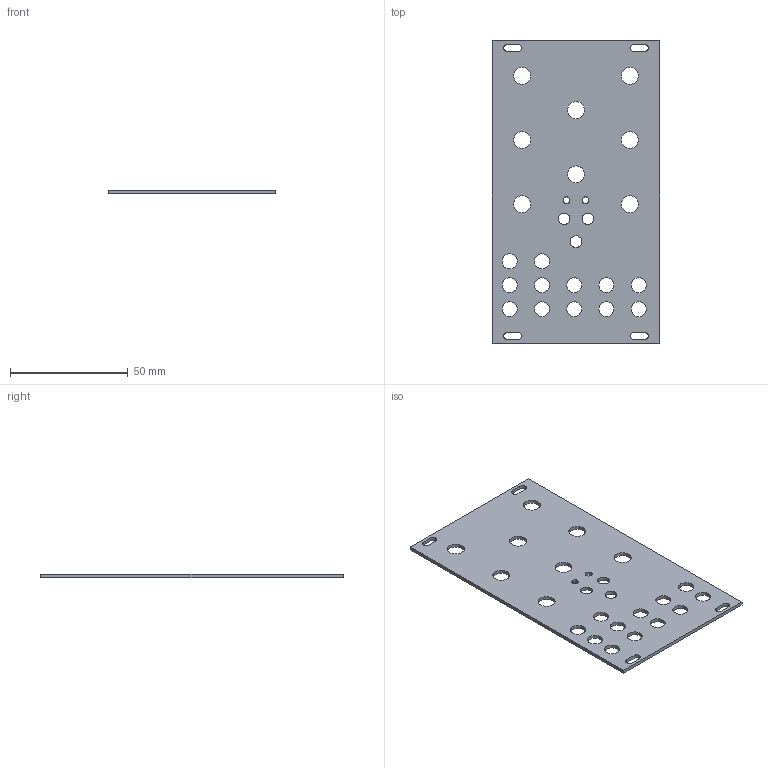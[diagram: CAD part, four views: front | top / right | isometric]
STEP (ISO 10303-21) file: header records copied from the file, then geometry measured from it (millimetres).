
FILE_DESCRIPTION(('KiCad electronic assembly'),'2;1');
FILE_NAME('201_Blank_Faceplate.step','2025-03-15T13:16:55',('Pcbnew'),( 'Kicad'),'Open CASCADE STEP processor 7.8','KiCad to STEP converter' ,'Unknown');
FILE_SCHEMA(('AUTOMOTIVE_DESIGN { 1 0 10303 214 1 1 1 1 }'));
Length unit declared in the file: millimetre
Products named in the file (2): 201_Blank_Faceplate 1; 201_Blank_Faceplate_PCB
Assembly tree (1 placements, depth 2):
  201_Blank_Faceplate 1
    201_Blank_Faceplate_PCB
Bounding box: 71.12 x 128.52 x 1.51 mm (x, y, z)
Volume: 12483.1 mm3; surface area: 17987.7 mm2
Topology: 1 solids, 1 shells, 47 faces, 135 edges, 90 vertices
Faces by surface type: cylinder 33, plane 14
Full cylindrical faces by diameter (mm): 2.921 x2, 4.953 x2, 5.029 x1, 6.401 x12, 7.214 x8
Entity records: 1728 total; most frequent: DIRECTION 299, CARTESIAN_POINT 274, ORIENTED_EDGE 270, EDGE_CURVE 135, AXIS2_PLACEMENT_3D 115, FACE_BOUND 105, EDGE_LOOP 105, VERTEX_POINT 90
